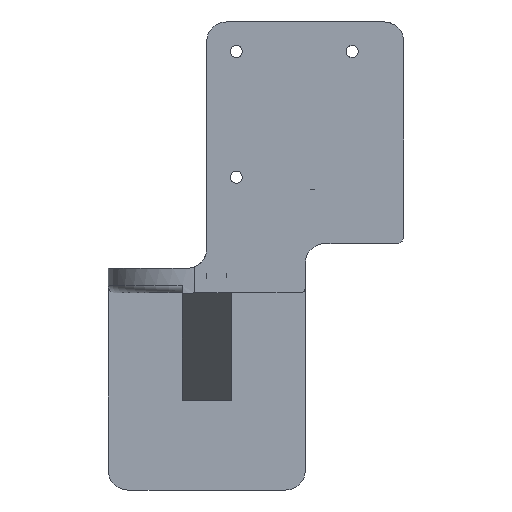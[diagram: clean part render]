
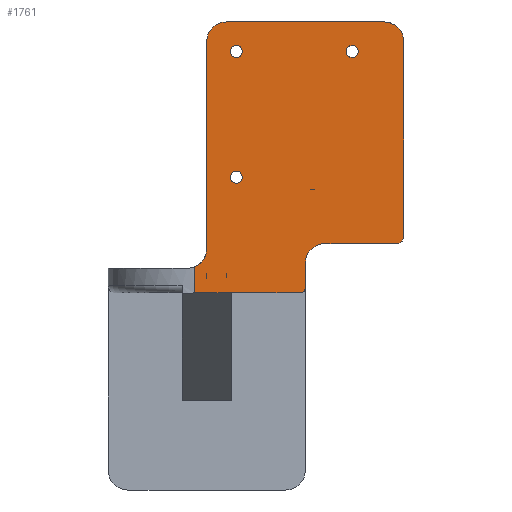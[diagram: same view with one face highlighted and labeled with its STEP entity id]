
A CAD part, front view. The second image highlights one B-rep face of the part: STEP entity #1761.
In plain terms, the highlighted planar face has unit normal (0, -1, 0).
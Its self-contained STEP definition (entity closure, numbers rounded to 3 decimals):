
#2=CARTESIAN_POINT('',(-2.,0.,-63.));
#3=DIRECTION('',(0.,-1.,0.));
#4=DIRECTION('',(0.,0.,-1.));
#5=AXIS2_PLACEMENT_3D('',#2,#3,#4);
#7=DIRECTION('',(1.,0.,0.));
#8=VECTOR('',#7,28.);
#9=CARTESIAN_POINT('',(-30.,0.,-65.));
#10=LINE('',#9,#8);
#11=DIRECTION('',(1.,0.,0.));
#12=VECTOR('',#11,15.);
#13=CARTESIAN_POINT('',(-45.,0.,-65.));
#14=LINE('',#13,#12);
#15=CARTESIAN_POINT('',(-32.,0.,37.));
#16=DIRECTION('',(0.,-1.,0.));
#17=DIRECTION('',(0.,0.,1.));
#18=AXIS2_PLACEMENT_3D('',#15,#16,#17);
#20=DIRECTION('',(1.,0.,0.));
#21=VECTOR('',#20,64.);
#22=CARTESIAN_POINT('',(-32.,0.,45.));
#23=LINE('',#22,#21);
#24=CARTESIAN_POINT('',(32.,0.,37.));
#25=DIRECTION('',(0.,-1.,0.));
#26=DIRECTION('',(1.,0.,0.));
#27=AXIS2_PLACEMENT_3D('',#24,#25,#26);
#29=DIRECTION('',(0.,0.,-1.));
#30=VECTOR('',#29,79.);
#31=CARTESIAN_POINT('',(40.,0.,37.));
#32=LINE('',#31,#30);
#33=CARTESIAN_POINT('',(37.,0.,-42.));
#34=DIRECTION('',(0.,-1.,0.));
#35=DIRECTION('',(0.,0.,-1.));
#36=AXIS2_PLACEMENT_3D('',#33,#34,#35);
#38=DIRECTION('',(-1.,0.,0.));
#39=VECTOR('',#38,29.);
#40=CARTESIAN_POINT('',(37.,0.,-45.));
#41=LINE('',#40,#39);
#42=DIRECTION('',(0.,0.,1.));
#43=VECTOR('',#42,10.);
#44=CARTESIAN_POINT('',(0.,0.,-63.));
#45=LINE('',#44,#43);
#46=CARTESIAN_POINT('',(-28.,0.,33.));
#47=DIRECTION('',(0.,1.,0.));
#48=DIRECTION('',(1.,0.,0.));
#49=AXIS2_PLACEMENT_3D('',#46,#47,#48);
#51=CARTESIAN_POINT('',(-28.,0.,33.));
#52=DIRECTION('',(0.,1.,0.));
#53=DIRECTION('',(-1.,0.,0.));
#54=AXIS2_PLACEMENT_3D('',#51,#52,#53);
#56=CARTESIAN_POINT('',(-28.,0.,-18.));
#57=DIRECTION('',(0.,1.,0.));
#58=DIRECTION('',(1.,0.,0.));
#59=AXIS2_PLACEMENT_3D('',#56,#57,#58);
#61=CARTESIAN_POINT('',(-28.,0.,-18.));
#62=DIRECTION('',(0.,1.,0.));
#63=DIRECTION('',(-1.,0.,0.));
#64=AXIS2_PLACEMENT_3D('',#61,#62,#63);
#66=CARTESIAN_POINT('',(19.,0.,33.));
#67=DIRECTION('',(0.,1.,0.));
#68=DIRECTION('',(1.,0.,0.));
#69=AXIS2_PLACEMENT_3D('',#66,#67,#68);
#71=CARTESIAN_POINT('',(19.,0.,33.));
#72=DIRECTION('',(0.,1.,0.));
#73=DIRECTION('',(-1.,0.,0.));
#74=AXIS2_PLACEMENT_3D('',#71,#72,#73);
#271=CARTESIAN_POINT('',(-48.,0.,-47.));
#272=DIRECTION('',(0.,1.,0.));
#273=DIRECTION('',(1.,0.,0.));
#274=AXIS2_PLACEMENT_3D('',#271,#272,#273);
#1036=CARTESIAN_POINT('',(8.,0.,-53.));
#1037=DIRECTION('',(0.,1.,0.));
#1038=DIRECTION('',(-1.,0.,0.));
#1039=AXIS2_PLACEMENT_3D('',#1036,#1037,#1038);
#1081=CARTESIAN_POINT('',(-45.,0.,-65.));
#1091=DIRECTION('',(0.,0.,-1.));
#1092=VECTOR('',#1091,10.584);
#1093=CARTESIAN_POINT('',(-45.,0.,-54.416));
#1094=LINE('',#1093,#1092);
#1176=DIRECTION('',(0.,0.,-1.));
#1177=VECTOR('',#1176,84.);
#1178=CARTESIAN_POINT('',(-40.,0.,37.));
#1179=LINE('',#1178,#1177);
#1432=CARTESIAN_POINT('',(-30.,0.,-65.));
#1433=VERTEX_POINT('',#1432);
#1434=CARTESIAN_POINT('',(37.,0.,-45.));
#1435=CARTESIAN_POINT('',(40.,0.,-42.));
#1436=VERTEX_POINT('',#1434);
#1437=VERTEX_POINT('',#1435);
#1470=CARTESIAN_POINT('',(-32.,0.,45.));
#1471=CARTESIAN_POINT('',(-40.,0.,37.));
#1472=VERTEX_POINT('',#1470);
#1473=VERTEX_POINT('',#1471);
#1488=CARTESIAN_POINT('',(40.,0.,37.));
#1489=CARTESIAN_POINT('',(32.,0.,45.));
#1490=VERTEX_POINT('',#1488);
#1491=VERTEX_POINT('',#1489);
#1518=VERTEX_POINT('',#1081);
#1526=CARTESIAN_POINT('',(-45.,0.,-54.416));
#1527=VERTEX_POINT('',#1526);
#1532=CARTESIAN_POINT('',(-25.55,0.,33.));
#1533=CARTESIAN_POINT('',(-30.45,0.,33.));
#1534=VERTEX_POINT('',#1532);
#1535=VERTEX_POINT('',#1533);
#1544=CARTESIAN_POINT('',(-25.55,0.,-18.));
#1545=CARTESIAN_POINT('',(-30.45,0.,-18.));
#1546=VERTEX_POINT('',#1544);
#1547=VERTEX_POINT('',#1545);
#1556=CARTESIAN_POINT('',(21.45,0.,33.));
#1557=CARTESIAN_POINT('',(16.55,0.,33.));
#1558=VERTEX_POINT('',#1556);
#1559=VERTEX_POINT('',#1557);
#1572=CARTESIAN_POINT('',(-40.,0.,-47.));
#1573=VERTEX_POINT('',#1572);
#1612=CARTESIAN_POINT('',(0.,0.,-53.));
#1613=CARTESIAN_POINT('',(8.,0.,-45.));
#1614=VERTEX_POINT('',#1612);
#1615=VERTEX_POINT('',#1613);
#1634=CARTESIAN_POINT('',(-2.,0.,-65.));
#1636=VERTEX_POINT('',#1634);
#1638=CARTESIAN_POINT('',(0.,0.,-63.));
#1639=VERTEX_POINT('',#1638);
#1708=CARTESIAN_POINT('',(0.,0.,0.));
#1709=DIRECTION('',(0.,1.,0.));
#1710=DIRECTION('',(1.,0.,0.));
#1711=AXIS2_PLACEMENT_3D('',#1708,#1709,#1710);
#1712=PLANE('',#1711);
#1714=ORIENTED_EDGE('',*,*,#1713,.F.);
#1716=ORIENTED_EDGE('',*,*,#1715,.F.);
#1718=ORIENTED_EDGE('',*,*,#1717,.F.);
#1720=ORIENTED_EDGE('',*,*,#1719,.F.);
#1722=ORIENTED_EDGE('',*,*,#1721,.F.);
#1724=ORIENTED_EDGE('',*,*,#1723,.F.);
#1726=ORIENTED_EDGE('',*,*,#1725,.F.);
#1728=ORIENTED_EDGE('',*,*,#1727,.T.);
#1730=ORIENTED_EDGE('',*,*,#1729,.F.);
#1732=ORIENTED_EDGE('',*,*,#1731,.T.);
#1734=ORIENTED_EDGE('',*,*,#1733,.F.);
#1736=ORIENTED_EDGE('',*,*,#1735,.T.);
#1738=ORIENTED_EDGE('',*,*,#1737,.F.);
#1740=ORIENTED_EDGE('',*,*,#1739,.F.);
#1741=EDGE_LOOP('',(#1714,#1716,#1718,#1720,#1722,#1724,#1726,#1728,#1730,#1732,
#1734,#1736,#1738,#1740));
#1742=FACE_OUTER_BOUND('',#1741,.F.);
#1744=ORIENTED_EDGE('',*,*,#1743,.F.);
#1746=ORIENTED_EDGE('',*,*,#1745,.F.);
#1747=EDGE_LOOP('',(#1744,#1746));
#1748=FACE_BOUND('',#1747,.F.);
#1750=ORIENTED_EDGE('',*,*,#1749,.F.);
#1752=ORIENTED_EDGE('',*,*,#1751,.F.);
#1753=EDGE_LOOP('',(#1750,#1752));
#1754=FACE_BOUND('',#1753,.F.);
#1756=ORIENTED_EDGE('',*,*,#1755,.F.);
#1758=ORIENTED_EDGE('',*,*,#1757,.F.);
#1759=EDGE_LOOP('',(#1756,#1758));
#1760=FACE_BOUND('',#1759,.F.);
#1761=ADVANCED_FACE('',(#1742,#1748,#1754,#1760),#1712,.F.);
#6=CIRCLE('',#5,2.);
#19=CIRCLE('',#18,8.);
#28=CIRCLE('',#27,8.);
#37=CIRCLE('',#36,3.);
#50=CIRCLE('',#49,2.45);
#55=CIRCLE('',#54,2.45);
#60=CIRCLE('',#59,2.45);
#65=CIRCLE('',#64,2.45);
#70=CIRCLE('',#69,2.45);
#75=CIRCLE('',#74,2.45);
#275=CIRCLE('',#274,8.);
#1040=CIRCLE('',#1039,8.);
#1713=EDGE_CURVE('',#1636,#1639,#6,.T.);
#1715=EDGE_CURVE('',#1433,#1636,#10,.T.);
#1717=EDGE_CURVE('',#1518,#1433,#14,.T.);
#1719=EDGE_CURVE('',#1527,#1518,#1094,.T.);
#1721=EDGE_CURVE('',#1573,#1527,#275,.T.);
#1723=EDGE_CURVE('',#1473,#1573,#1179,.T.);
#1725=EDGE_CURVE('',#1472,#1473,#19,.T.);
#1727=EDGE_CURVE('',#1472,#1491,#23,.T.);
#1729=EDGE_CURVE('',#1490,#1491,#28,.T.);
#1731=EDGE_CURVE('',#1490,#1437,#32,.T.);
#1733=EDGE_CURVE('',#1436,#1437,#37,.T.);
#1735=EDGE_CURVE('',#1436,#1615,#41,.T.);
#1737=EDGE_CURVE('',#1614,#1615,#1040,.T.);
#1739=EDGE_CURVE('',#1639,#1614,#45,.T.);
#1743=EDGE_CURVE('',#1534,#1535,#50,.T.);
#1745=EDGE_CURVE('',#1535,#1534,#55,.T.);
#1749=EDGE_CURVE('',#1546,#1547,#60,.T.);
#1751=EDGE_CURVE('',#1547,#1546,#65,.T.);
#1755=EDGE_CURVE('',#1558,#1559,#70,.T.);
#1757=EDGE_CURVE('',#1559,#1558,#75,.T.);
